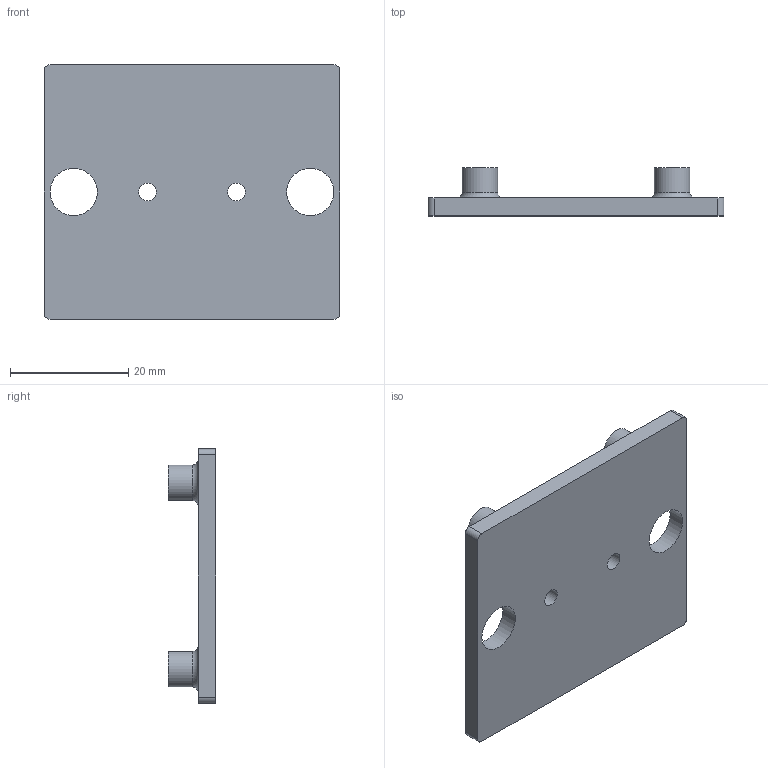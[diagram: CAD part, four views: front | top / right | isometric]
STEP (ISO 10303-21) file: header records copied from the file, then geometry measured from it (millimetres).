
FILE_DESCRIPTION(/* description */ (''),/* implementation_level */ '2;1');
FILE_NAME(/* name */ 'devFrame mRo GPS Mount.step',/* time_stamp */ '2020-01-09T16:10:06-06:00',/* author */ (''),/* organization */ (''),/* preprocessor_version */ 'ST-DEVELOPER v18',/* originating_system */ 'Autodesk Translation Framework v8.12.0.6',/* authorisation */ '');
FILE_SCHEMA (('AUTOMOTIVE_DESIGN { 1 0 10303 214 3 1 1 }'));
Length unit declared in the file: millimetre
Products named in the file (1): devFrame mRobo GPS Mount
Bounding box: 50 x 8.1 x 43 mm (x, y, z)
Volume: 6651.3 mm3; surface area: 5292 mm2
Topology: 1 solids, 1 shells, 34 faces, 76 edges, 52 vertices
Faces by surface type: cylinder 16, plane 14, torus 4
Full cylindrical faces by diameter (mm): 1.7 x4, 3 x2, 6 x4, 8 x2
Entity records: 1029 total; most frequent: DIRECTION 194, CARTESIAN_POINT 163, ORIENTED_EDGE 152, AXIS2_PLACEMENT_3D 83, EDGE_CURVE 76, VERTEX_POINT 52, EDGE_LOOP 50, CIRCLE 48
